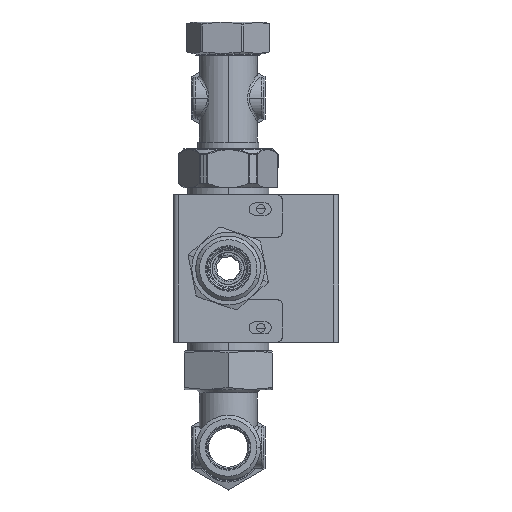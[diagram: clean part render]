
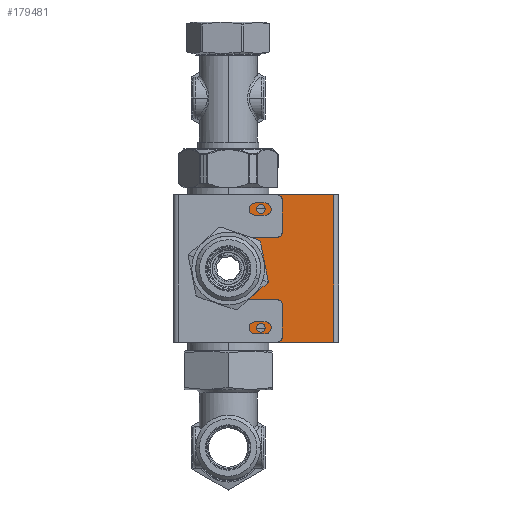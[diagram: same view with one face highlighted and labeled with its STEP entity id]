
A CAD part, left-side view. The second image highlights one B-rep face of the part: STEP entity #179481.
In plain terms, the highlighted planar face has unit normal (-1, 0, 0).
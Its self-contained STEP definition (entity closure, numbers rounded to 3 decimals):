
#3905 = EDGE_CURVE ( 'NONE', #82309, #113848, #142028, .T. ) ;
#10435 = CARTESIAN_POINT ( 'NONE',  ( -15., 30., 0.737 ) ) ;
#10472 = DIRECTION ( 'NONE',  ( 0., 1., 0. ) ) ;
#15372 = VERTEX_POINT ( 'NONE', #172648 ) ;
#16045 = DIRECTION ( 'NONE',  ( 0., 0., -1. ) ) ;
#19077 = AXIS2_PLACEMENT_3D ( 'NONE', #207906, #118211, #179537 ) ;
#23858 = EDGE_CURVE ( 'NONE', #174720, #44908, #54523, .T. ) ;
#24298 = CIRCLE ( 'NONE', #233777, 2. ) ;
#29315 = VERTEX_POINT ( 'NONE', #110642 ) ;
#30884 = VECTOR ( 'NONE', #10472, 1000. ) ;
#37227 = CARTESIAN_POINT ( 'NONE',  ( -15., 30., 41.8 ) ) ;
#38826 = CARTESIAN_POINT ( 'NONE',  ( -15., -24.2, 30.5 ) ) ;
#41995 = ORIENTED_EDGE ( 'NONE', *, *, #245096, .T. ) ;
#43443 = EDGE_LOOP ( 'NONE', ( #60068, #173919, #186446, #41995, #125252, #81656, #166411, #43758, #102546, #56235 ) ) ;
#43758 = ORIENTED_EDGE ( 'NONE', *, *, #68297, .T. ) ;
#44908 = VERTEX_POINT ( 'NONE', #157148 ) ;
#45357 = AXIS2_PLACEMENT_3D ( 'NONE', #240427, #241837, #90709 ) ;
#45953 = AXIS2_PLACEMENT_3D ( 'NONE', #56286, #117711, #250215 ) ;
#46720 = CARTESIAN_POINT ( 'NONE',  ( -15., -12.632, 42.071 ) ) ;
#47185 = CARTESIAN_POINT ( 'NONE',  ( -15., -30., 0.737 ) ) ;
#49302 = PLANE ( 'NONE',  #162001 ) ;
#51937 = LINE ( 'NONE', #245873, #30884 ) ;
#54523 = CIRCLE ( 'NONE', #45357, 1.8 ) ;
#56235 = ORIENTED_EDGE ( 'NONE', *, *, #116843, .F. ) ;
#56286 = CARTESIAN_POINT ( 'NONE',  ( -15., -24.2, 30.5 ) ) ;
#60068 = ORIENTED_EDGE ( 'NONE', *, *, #186301, .T. ) ;
#68297 = EDGE_CURVE ( 'NONE', #15372, #182170, #221590, .T. ) ;
#70119 = EDGE_CURVE ( 'NONE', #29315, #223147, #112556, .T. ) ;
#70690 = FACE_BOUND ( 'NONE', #92351, .T. ) ;
#76061 = ORIENTED_EDGE ( 'NONE', *, *, #164580, .F. ) ;
#78868 = LINE ( 'NONE', #211446, #168539 ) ;
#81656 = ORIENTED_EDGE ( 'NONE', *, *, #91089, .T. ) ;
#82309 = VERTEX_POINT ( 'NONE', #235529 ) ;
#85080 = CARTESIAN_POINT ( 'NONE',  ( -15., 24.2, 30.5 ) ) ;
#87599 = EDGE_CURVE ( 'NONE', #113848, #228067, #227006, .T. ) ;
#89326 = FACE_BOUND ( 'NONE', #191739, .T. ) ;
#90709 = DIRECTION ( 'NONE',  ( 0., 0., -1. ) ) ;
#91089 = EDGE_CURVE ( 'NONE', #29315, #165828, #281147, .T. ) ;
#92351 = EDGE_LOOP ( 'NONE', ( #111028, #232432 ) ) ;
#96482 = CARTESIAN_POINT ( 'NONE',  ( -15., -30., 0. ) ) ;
#96629 = VECTOR ( 'NONE', #154845, 1000. ) ;
#102546 = ORIENTED_EDGE ( 'NONE', *, *, #228167, .T. ) ;
#108721 = DIRECTION ( 'NONE',  ( 0., 0., 1. ) ) ;
#108736 = CARTESIAN_POINT ( 'NONE',  ( -15., -24.2, 28.7 ) ) ;
#110642 = CARTESIAN_POINT ( 'NONE',  ( -15., 12.632, 42.071 ) ) ;
#111028 = ORIENTED_EDGE ( 'NONE', *, *, #23858, .F. ) ;
#112556 = CIRCLE ( 'NONE', #153436, 12.75 ) ;
#112608 = AXIS2_PLACEMENT_3D ( 'NONE', #204931, #226309, #120852 ) ;
#113848 = VERTEX_POINT ( 'NONE', #206126 ) ;
#115446 = CARTESIAN_POINT ( 'NONE',  ( -15., 0., 43.8 ) ) ;
#115591 = VERTEX_POINT ( 'NONE', #230684 ) ;
#116843 = EDGE_CURVE ( 'NONE', #134290, #210070, #51937, .T. ) ;
#117711 = DIRECTION ( 'NONE',  ( -1., 0., 0. ) ) ;
#118211 = DIRECTION ( 'NONE',  ( -1., 0., 0. ) ) ;
#120852 = DIRECTION ( 'NONE',  ( 0., 0., -1. ) ) ;
#122971 = VERTEX_POINT ( 'NONE', #108736 ) ;
#125252 = ORIENTED_EDGE ( 'NONE', *, *, #70119, .F. ) ;
#125410 = EDGE_CURVE ( 'NONE', #165828, #15372, #176205, .T. ) ;
#131876 = VECTOR ( 'NONE', #183467, 1000. ) ;
#132124 = DIRECTION ( 'NONE',  ( 1., 0., 0. ) ) ;
#134290 = VERTEX_POINT ( 'NONE', #47185 ) ;
#142028 = CIRCLE ( 'NONE', #19077, 2. ) ;
#152816 = DIRECTION ( 'NONE',  ( 0., 0., -1. ) ) ;
#153436 = AXIS2_PLACEMENT_3D ( 'NONE', #219842, #238404, #108721 ) ;
#154845 = DIRECTION ( 'NONE',  ( 0., 1., 0. ) ) ;
#154896 = CARTESIAN_POINT ( 'NONE',  ( -15., 0., 0. ) ) ;
#155514 = CIRCLE ( 'NONE', #242012, 1.8 ) ;
#156786 = DIRECTION ( 'NONE',  ( 0., 1., 0. ) ) ;
#157148 = CARTESIAN_POINT ( 'NONE',  ( -15., 24.2, 32.3 ) ) ;
#162001 = AXIS2_PLACEMENT_3D ( 'NONE', #154896, #132124, #200473 ) ;
#164580 = EDGE_CURVE ( 'NONE', #115591, #122971, #201806, .T. ) ;
#165828 = VERTEX_POINT ( 'NONE', #227342 ) ;
#165880 = CARTESIAN_POINT ( 'NONE',  ( -15., -14.614, 43.8 ) ) ;
#166411 = ORIENTED_EDGE ( 'NONE', *, *, #125410, .T. ) ;
#168539 = VECTOR ( 'NONE', #16045, 1000. ) ;
#172606 = EDGE_CURVE ( 'NONE', #44908, #174720, #155514, .T. ) ;
#172648 = CARTESIAN_POINT ( 'NONE',  ( -15., 28., 43.8 ) ) ;
#173919 = ORIENTED_EDGE ( 'NONE', *, *, #3905, .T. ) ;
#174720 = VERTEX_POINT ( 'NONE', #182508 ) ;
#176205 = LINE ( 'NONE', #263265, #96629 ) ;
#179481 = ADVANCED_FACE ( 'NONE', ( #89326, #70690, #199047 ), #49302, .F. ) ;
#179537 = DIRECTION ( 'NONE',  ( 0., 0., -1. ) ) ;
#182170 = VERTEX_POINT ( 'NONE', #37227 ) ;
#182508 = CARTESIAN_POINT ( 'NONE',  ( -15., 24.2, 28.7 ) ) ;
#183467 = DIRECTION ( 'NONE',  ( 0., 0., 1. ) ) ;
#186301 = EDGE_CURVE ( 'NONE', #134290, #82309, #200643, .T. ) ;
#186446 = ORIENTED_EDGE ( 'NONE', *, *, #87599, .T. ) ;
#187485 = DIRECTION ( 'NONE',  ( -1., 0., 0. ) ) ;
#191733 = DIRECTION ( 'NONE',  ( 0., 0., -1. ) ) ;
#191739 = EDGE_LOOP ( 'NONE', ( #216594, #76061 ) ) ;
#194204 = DIRECTION ( 'NONE',  ( -1., 0., 0. ) ) ;
#194378 = AXIS2_PLACEMENT_3D ( 'NONE', #259040, #220404, #261875 ) ;
#199047 = FACE_OUTER_BOUND ( 'NONE', #43443, .T. ) ;
#200473 = DIRECTION ( 'NONE',  ( 0., 0., -1. ) ) ;
#200643 = LINE ( 'NONE', #96482, #131876 ) ;
#201806 = CIRCLE ( 'NONE', #274757, 1.8 ) ;
#204931 = CARTESIAN_POINT ( 'NONE',  ( -15., 14.614, 41.8 ) ) ;
#206126 = CARTESIAN_POINT ( 'NONE',  ( -15., -28., 43.8 ) ) ;
#207906 = CARTESIAN_POINT ( 'NONE',  ( -15., -28., 41.8 ) ) ;
#210070 = VERTEX_POINT ( 'NONE', #10435 ) ;
#211446 = CARTESIAN_POINT ( 'NONE',  ( -15., 30., 0. ) ) ;
#216594 = ORIENTED_EDGE ( 'NONE', *, *, #228798, .F. ) ;
#219842 = CARTESIAN_POINT ( 'NONE',  ( -15., 0., 43.8 ) ) ;
#220404 = DIRECTION ( 'NONE',  ( -1., 0., 0. ) ) ;
#221590 = CIRCLE ( 'NONE', #194378, 2. ) ;
#223147 = VERTEX_POINT ( 'NONE', #46720 ) ;
#226309 = DIRECTION ( 'NONE',  ( -1., 0., 0. ) ) ;
#227006 = LINE ( 'NONE', #115446, #234499 ) ;
#227342 = CARTESIAN_POINT ( 'NONE',  ( -15., 14.614, 43.8 ) ) ;
#228067 = VERTEX_POINT ( 'NONE', #165880 ) ;
#228167 = EDGE_CURVE ( 'NONE', #182170, #210070, #78868, .T. ) ;
#228798 = EDGE_CURVE ( 'NONE', #122971, #115591, #269034, .T. ) ;
#230684 = CARTESIAN_POINT ( 'NONE',  ( -15., -24.2, 32.3 ) ) ;
#232432 = ORIENTED_EDGE ( 'NONE', *, *, #172606, .F. ) ;
#233777 = AXIS2_PLACEMENT_3D ( 'NONE', #277352, #187485, #191733 ) ;
#234499 = VECTOR ( 'NONE', #156786, 1000. ) ;
#235529 = CARTESIAN_POINT ( 'NONE',  ( -15., -30., 41.8 ) ) ;
#237567 = DIRECTION ( 'NONE',  ( -1., 0., 0. ) ) ;
#238404 = DIRECTION ( 'NONE',  ( -1., 0., 0. ) ) ;
#240415 = DIRECTION ( 'NONE',  ( 0., 0., -1. ) ) ;
#240427 = CARTESIAN_POINT ( 'NONE',  ( -15., 24.2, 30.5 ) ) ;
#241837 = DIRECTION ( 'NONE',  ( -1., 0., 0. ) ) ;
#242012 = AXIS2_PLACEMENT_3D ( 'NONE', #85080, #237567, #240415 ) ;
#245096 = EDGE_CURVE ( 'NONE', #228067, #223147, #24298, .T. ) ;
#245873 = CARTESIAN_POINT ( 'NONE',  ( -15., 30., 0.737 ) ) ;
#250215 = DIRECTION ( 'NONE',  ( 0., 0., -1. ) ) ;
#259040 = CARTESIAN_POINT ( 'NONE',  ( -15., 28., 41.8 ) ) ;
#261875 = DIRECTION ( 'NONE',  ( 0., 0., -1. ) ) ;
#263265 = CARTESIAN_POINT ( 'NONE',  ( -15., 0., 43.8 ) ) ;
#269034 = CIRCLE ( 'NONE', #45953, 1.8 ) ;
#274757 = AXIS2_PLACEMENT_3D ( 'NONE', #38826, #194204, #152816 ) ;
#277352 = CARTESIAN_POINT ( 'NONE',  ( -15., -14.614, 41.8 ) ) ;
#281147 = CIRCLE ( 'NONE', #112608, 2. ) ;
